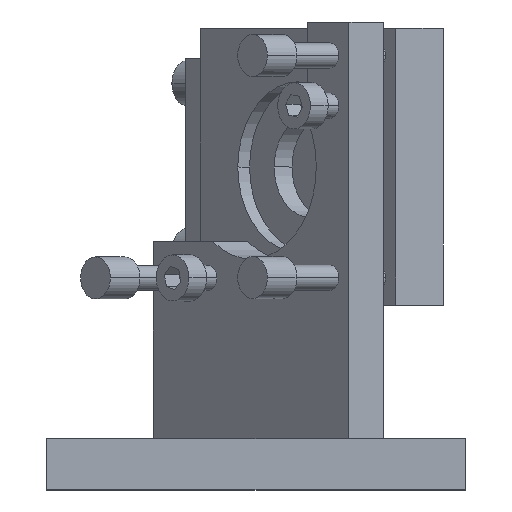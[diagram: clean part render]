
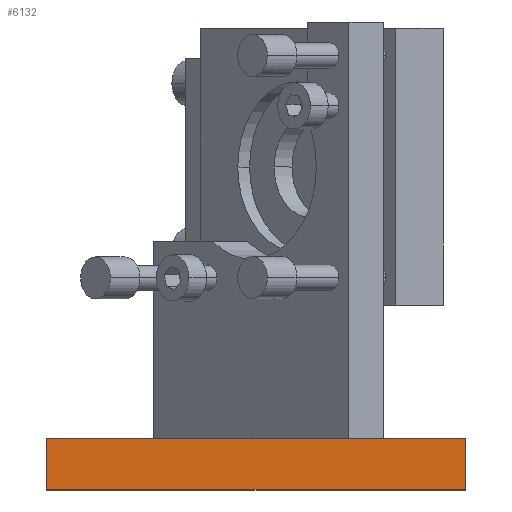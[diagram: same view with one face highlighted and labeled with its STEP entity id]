
A CAD part, top view. The second image highlights one B-rep face of the part: STEP entity #6132.
In plain terms, the highlighted planar face has unit normal (0, 0, 1).
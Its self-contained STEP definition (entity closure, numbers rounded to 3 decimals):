
#41 = VERTEX_POINT ( 'NONE', #427 ) ;
#269 = ORIENTED_EDGE ( 'NONE', *, *, #6310, .F. ) ;
#427 = CARTESIAN_POINT ( 'NONE',  ( 15., -32.5, 34.9 ) ) ;
#475 = VERTEX_POINT ( 'NONE', #3249 ) ;
#528 = PLANE ( 'NONE',  #5275 ) ;
#770 = LINE ( 'NONE', #4420, #3395 ) ;
#1172 = DIRECTION ( 'NONE',  ( 0., 1., 0. ) ) ;
#1380 = CARTESIAN_POINT ( 'NONE',  ( 15., -38.5, 34.9 ) ) ;
#1395 = DIRECTION ( 'NONE',  ( 0., 1., 0. ) ) ;
#1468 = DIRECTION ( 'NONE',  ( 1., 0., 0. ) ) ;
#1576 = VERTEX_POINT ( 'NONE', #1380 ) ;
#1885 = LINE ( 'NONE', #2222, #3187 ) ;
#2104 = ORIENTED_EDGE ( 'NONE', *, *, #4597, .F. ) ;
#2222 = CARTESIAN_POINT ( 'NONE',  ( -34.9, -38.5, 34.9 ) ) ;
#2347 = ORIENTED_EDGE ( 'NONE', *, *, #3007, .T. ) ;
#2507 = DIRECTION ( 'NONE',  ( 1., 0., 0. ) ) ;
#2644 = CARTESIAN_POINT ( 'NONE',  ( 15., -38.5, 34.9 ) ) ;
#2693 = DIRECTION ( 'NONE',  ( 1., 0., 0. ) ) ;
#2835 = EDGE_CURVE ( 'NONE', #3555, #1576, #1885, .T. ) ;
#3007 = EDGE_CURVE ( 'NONE', #1576, #41, #6228, .T. ) ;
#3187 = VECTOR ( 'NONE', #2693, 1000. ) ;
#3249 = CARTESIAN_POINT ( 'NONE',  ( -34.9, -32.5, 34.9 ) ) ;
#3395 = VECTOR ( 'NONE', #1468, 1000. ) ;
#3555 = VERTEX_POINT ( 'NONE', #4257 ) ;
#3791 = EDGE_LOOP ( 'NONE', ( #269, #2104, #5360, #2347 ) ) ;
#4251 = FACE_OUTER_BOUND ( 'NONE', #3791, .T. ) ;
#4257 = CARTESIAN_POINT ( 'NONE',  ( -34.9, -38.5, 34.9 ) ) ;
#4349 = CARTESIAN_POINT ( 'NONE',  ( -34.9, -38.5, 34.9 ) ) ;
#4420 = CARTESIAN_POINT ( 'NONE',  ( -34.9, -32.5, 34.9 ) ) ;
#4472 = CARTESIAN_POINT ( 'NONE',  ( -34.9, -38.5, 34.9 ) ) ;
#4597 = EDGE_CURVE ( 'NONE', #3555, #475, #5246, .T. ) ;
#4894 = VECTOR ( 'NONE', #1172, 1000. ) ;
#5077 = VECTOR ( 'NONE', #1395, 1000. ) ;
#5246 = LINE ( 'NONE', #4349, #5077 ) ;
#5275 = AXIS2_PLACEMENT_3D ( 'NONE', #4472, #5474, #2507 ) ;
#5360 = ORIENTED_EDGE ( 'NONE', *, *, #2835, .T. ) ;
#5474 = DIRECTION ( 'NONE',  ( 0., 0., 1. ) ) ;
#6132 = ADVANCED_FACE ( 'NONE', ( #4251 ), #528, .T. ) ;
#6228 = LINE ( 'NONE', #2644, #4894 ) ;
#6310 = EDGE_CURVE ( 'NONE', #475, #41, #770, .T. ) ;
